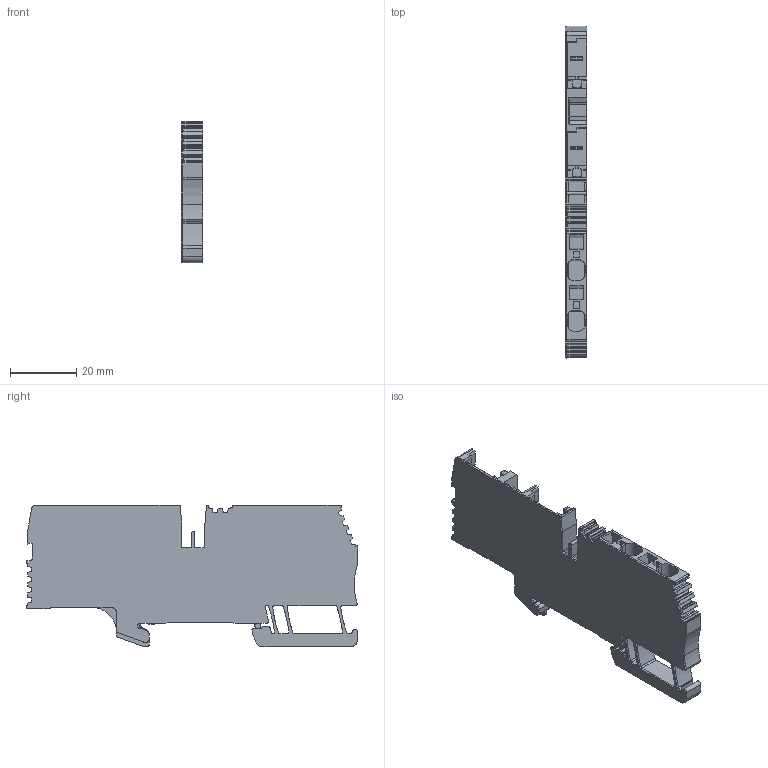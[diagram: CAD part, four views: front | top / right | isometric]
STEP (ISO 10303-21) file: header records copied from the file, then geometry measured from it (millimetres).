
FILE_DESCRIPTION(('CATIA V5R22 STEP214','CAx-IF Rec.Pracs.--- Model Styling and Organization---1.4--- 2014-01-23'),'2;1');
FILE_NAME ('023814-3_0_1848330000_1848330000.stp','2021-04-13T04:55:11+00:00',('none'),('Weidmueller'),'CATIA Version 5-6 Release 2016 SP3 HF44','CATIA V5 STEP AP214','none');
FILE_SCHEMA(('AUTOMOTIVE_DESIGN { 1 0 10303 214 1 1 1 1 }'));
Length unit declared in the file: millimetre
Products named in the file (1): 36504_ZTPE_4_4AN_2_AllCATPart
Bounding box: 6.5 x 100.1 x 42.7 mm (x, y, z)
Volume: 17271.4 mm3; surface area: 18389.7 mm2
Topology: 8 solids, 8 shells, 912 faces, 2623 edges, 1733 vertices
Faces by surface type: plane 566, cylinder 327, torus 11, bspline 4, sphere 3, extrusion 1
Entity records: 29861 total; most frequent: CARTESIAN_POINT 6739, ORIENTED_EDGE 5240, DIRECTION 4027, EDGE_CURVE 2620, VECTOR 1899, LINE 1898, VERTEX_POINT 1733, AXIS2_PLACEMENT_3D 1324
